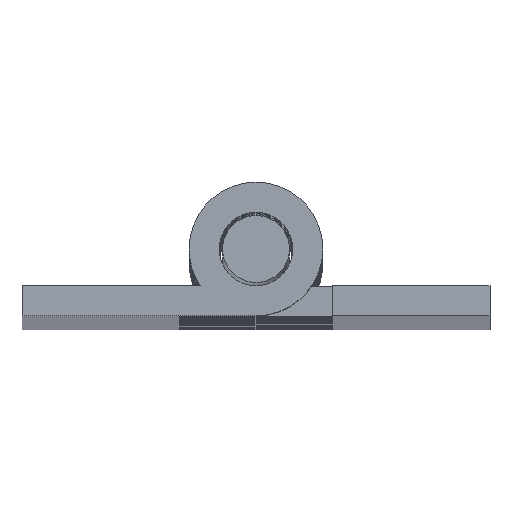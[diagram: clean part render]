
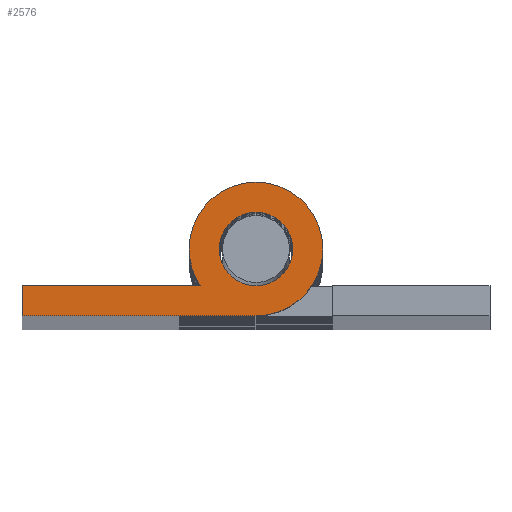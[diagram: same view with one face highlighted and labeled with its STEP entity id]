
A CAD part, top view. The second image highlights one B-rep face of the part: STEP entity #2576.
In plain terms, the highlighted planar face has unit normal (0, 0, 1).
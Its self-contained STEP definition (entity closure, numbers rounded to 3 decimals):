
#369 = AXIS2_PLACEMENT_3D ( 'NONE', #4836, #4835, #4830 ) ;
#378 = CIRCLE ( 'NONE', #369, 5.5 ) ;
#466 = AXIS2_PLACEMENT_3D ( 'NONE', #4477, #4309, #4300 ) ;
#530 = AXIS2_PLACEMENT_3D ( 'NONE', #4395, #4223, #4221 ) ;
#531 = CIRCLE ( 'NONE', #530, 5.5 ) ;
#534 = VECTOR ( 'NONE', #4414, 1000. ) ;
#537 = VECTOR ( 'NONE', #4386, 1000. ) ;
#541 = VECTOR ( 'NONE', #4417, 1000. ) ;
#687 = CARTESIAN_POINT ( 'NONE',  ( -5.5, 0., 600. ) ) ;
#742 = CARTESIAN_POINT ( 'NONE',  ( -8.352, -5.5, 600. ) ) ;
#771 = CARTESIAN_POINT ( 'NONE',  ( 10., 0., 600. ) ) ;
#798 = CARTESIAN_POINT ( 'NONE',  ( 0., -10., 600. ) ) ;
#838 = CARTESIAN_POINT ( 'NONE',  ( -10., 0., 600. ) ) ;
#907 = CARTESIAN_POINT ( 'NONE',  ( 5.5, 0., 600. ) ) ;
#941 = CARTESIAN_POINT ( 'NONE',  ( -35., -10., 600. ) ) ;
#956 = CARTESIAN_POINT ( 'NONE',  ( -35., -5.5, 600. ) ) ;
#1673 = AXIS2_PLACEMENT_3D ( 'NONE', #4668, #4667, #4665 ) ;
#2417 = AXIS2_PLACEMENT_3D ( 'NONE', #4656, #4655, #4654 ) ;
#2418 = CIRCLE ( 'NONE', #2417, 10. ) ;
#2421 = CIRCLE ( 'NONE', #1673, 10. ) ;
#2425 = AXIS2_PLACEMENT_3D ( 'NONE', #4681, #4680, #4679 ) ;
#2428 = CIRCLE ( 'NONE', #2425, 10. ) ;
#2528 = EDGE_CURVE ( 'NONE', #5327, #5360, #6383, .T. ) ;
#2530 = EDGE_CURVE ( 'NONE', #5323, #5327, #6386, .T. ) ;
#2531 = EDGE_CURVE ( 'NONE', #5374, #5323, #6388, .T. ) ;
#2533 = EDGE_CURVE ( 'NONE', #5485, #5652, #531, .T. ) ;
#2576 = ADVANCED_FACE ( 'NONE', ( #6477, #6478 ), #4478, .T. ) ;
#2822 = EDGE_CURVE ( 'NONE', #5652, #5485, #378, .T. ) ;
#2953 = EDGE_CURVE ( 'NONE', #5360, #5366, #2428, .T. ) ;
#2956 = EDGE_CURVE ( 'NONE', #5348, #5374, #2421, .T. ) ;
#2959 = EDGE_CURVE ( 'NONE', #5366, #5348, #2418, .T. ) ;
#3157 = EDGE_LOOP ( 'NONE', ( #5268, #5269, #5270, #5267, #5272, #5271 ) ) ;
#3158 = EDGE_LOOP ( 'NONE', ( #5274, #5273 ) ) ;
#4221 = DIRECTION ( 'NONE',  ( 1., 0., 0. ) ) ;
#4223 = DIRECTION ( 'NONE',  ( 0., 0., 1. ) ) ;
#4228 = CARTESIAN_POINT ( 'NONE',  ( 0., -10., 600. ) ) ;
#4300 = DIRECTION ( 'NONE',  ( 1., 0., 0. ) ) ;
#4309 = DIRECTION ( 'NONE',  ( 0., 0., 1. ) ) ;
#4386 = DIRECTION ( 'NONE',  ( 0., -1., 0. ) ) ;
#4395 = CARTESIAN_POINT ( 'NONE',  ( 0., 0., 600. ) ) ;
#4412 = CARTESIAN_POINT ( 'NONE',  ( -35., -5.5, 600. ) ) ;
#4414 = DIRECTION ( 'NONE',  ( -1., 0., 0. ) ) ;
#4417 = DIRECTION ( 'NONE',  ( 1., 0., 0. ) ) ;
#4430 = CARTESIAN_POINT ( 'NONE',  ( -35., -10., 600. ) ) ;
#4477 = CARTESIAN_POINT ( 'NONE',  ( 0., 0., 600. ) ) ;
#4478 = PLANE ( 'NONE',  #466 ) ;
#4654 = DIRECTION ( 'NONE',  ( 1., 0., 0. ) ) ;
#4655 = DIRECTION ( 'NONE',  ( 0., 0., 1. ) ) ;
#4656 = CARTESIAN_POINT ( 'NONE',  ( 0., 0., 600. ) ) ;
#4665 = DIRECTION ( 'NONE',  ( 1., 0., 0. ) ) ;
#4667 = DIRECTION ( 'NONE',  ( 0., 0., 1. ) ) ;
#4668 = CARTESIAN_POINT ( 'NONE',  ( 0., 0., 600. ) ) ;
#4679 = DIRECTION ( 'NONE',  ( 1., 0., 0. ) ) ;
#4680 = DIRECTION ( 'NONE',  ( 0., 0., 1. ) ) ;
#4681 = CARTESIAN_POINT ( 'NONE',  ( 0., 0., 600. ) ) ;
#4830 = DIRECTION ( 'NONE',  ( 1., 0., 0. ) ) ;
#4835 = DIRECTION ( 'NONE',  ( 0., 0., 1. ) ) ;
#4836 = CARTESIAN_POINT ( 'NONE',  ( 0., 0., 600. ) ) ;
#5267 = ORIENTED_EDGE ( 'NONE', *, *, #2531, .T. ) ;
#5268 = ORIENTED_EDGE ( 'NONE', *, *, #2953, .T. ) ;
#5269 = ORIENTED_EDGE ( 'NONE', *, *, #2959, .T. ) ;
#5270 = ORIENTED_EDGE ( 'NONE', *, *, #2956, .T. ) ;
#5271 = ORIENTED_EDGE ( 'NONE', *, *, #2528, .T. ) ;
#5272 = ORIENTED_EDGE ( 'NONE', *, *, #2530, .T. ) ;
#5273 = ORIENTED_EDGE ( 'NONE', *, *, #2533, .F. ) ;
#5274 = ORIENTED_EDGE ( 'NONE', *, *, #2822, .F. ) ;
#5323 = VERTEX_POINT ( 'NONE', #956 ) ;
#5327 = VERTEX_POINT ( 'NONE', #941 ) ;
#5348 = VERTEX_POINT ( 'NONE', #838 ) ;
#5360 = VERTEX_POINT ( 'NONE', #798 ) ;
#5366 = VERTEX_POINT ( 'NONE', #771 ) ;
#5374 = VERTEX_POINT ( 'NONE', #742 ) ;
#5485 = VERTEX_POINT ( 'NONE', #907 ) ;
#5652 = VERTEX_POINT ( 'NONE', #687 ) ;
#6383 = LINE ( 'NONE', #4228, #541 ) ;
#6386 = LINE ( 'NONE', #4430, #537 ) ;
#6388 = LINE ( 'NONE', #4412, #534 ) ;
#6477 = FACE_OUTER_BOUND ( 'NONE', #3157, .T. ) ;
#6478 = FACE_BOUND ( 'NONE', #3158, .T. ) ;
